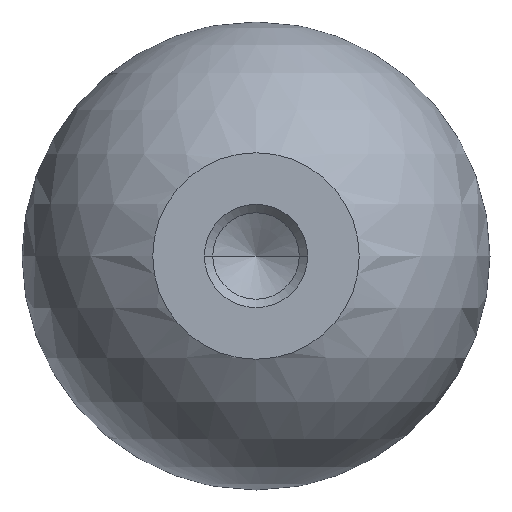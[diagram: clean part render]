
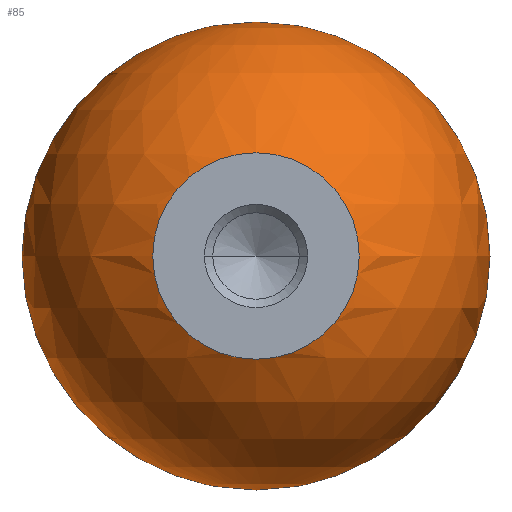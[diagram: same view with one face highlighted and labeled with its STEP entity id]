
A CAD part, front view. The second image highlights one B-rep face of the part: STEP entity #85.
In plain terms, the highlighted spherical face has radius 22.663 mm.
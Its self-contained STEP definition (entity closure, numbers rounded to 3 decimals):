
#85 = ADVANCED_FACE( '', ( #108, #109 ), #110, .T. );
#108 = FACE_OUTER_BOUND( '', #132, .T. );
#109 = FACE_OUTER_BOUND( '', #133, .T. );
#110 = SPHERICAL_SURFACE( '', #134, 22.663 );
#132 = EDGE_LOOP( '', ( #201, #202 ) );
#133 = EDGE_LOOP( '', ( #203, #204 ) );
#134 = AXIS2_PLACEMENT_3D( '', #205, #206, #207 );
#201 = ORIENTED_EDGE( '', *, *, #208, .T. );
#202 = ORIENTED_EDGE( '', *, *, #209, .T. );
#203 = ORIENTED_EDGE( '', *, *, #226, .T. );
#204 = ORIENTED_EDGE( '', *, *, #227, .T. );
#205 = CARTESIAN_POINT( '', ( 0., 20.337, 0. ) );
#206 = DIRECTION( '', ( 0., 0., 1. ) );
#207 = DIRECTION( '', ( 1., 0., 0. ) );
#208 = EDGE_CURVE( '', #228, #229, #230, .T. );
#209 = EDGE_CURVE( '', #229, #228, #231, .T. );
#226 = EDGE_CURVE( '', #257, #258, #259, .T. );
#227 = EDGE_CURVE( '', #258, #257, #260, .T. );
#228 = VERTEX_POINT( '', #261 );
#229 = VERTEX_POINT( '', #262 );
#230 = CIRCLE( '', #263, 22.663 );
#231 = CIRCLE( '', #264, 22.663 );
#257 = VERTEX_POINT( '', #298 );
#258 = VERTEX_POINT( '', #299 );
#259 = CIRCLE( '', #300, 10. );
#260 = CIRCLE( '', #301, 10. );
#261 = CARTESIAN_POINT( '', ( 0., 20.337, -22.663 ) );
#262 = CARTESIAN_POINT( '', ( 0., 20.337, 22.663 ) );
#263 = AXIS2_PLACEMENT_3D( '', #302, #303, #304 );
#264 = AXIS2_PLACEMENT_3D( '', #305, #306, #307 );
#298 = CARTESIAN_POINT( '', ( 10., 0., 0. ) );
#299 = CARTESIAN_POINT( '', ( -10., 0., 0. ) );
#300 = AXIS2_PLACEMENT_3D( '', #340, #341, #342 );
#301 = AXIS2_PLACEMENT_3D( '', #343, #344, #345 );
#302 = CARTESIAN_POINT( '', ( 0., 20.337, 0. ) );
#303 = DIRECTION( '', ( 0., -1., 0. ) );
#304 = DIRECTION( '', ( 0., 0., 1. ) );
#305 = CARTESIAN_POINT( '', ( 0., 20.337, 0. ) );
#306 = DIRECTION( '', ( 0., -1., 0. ) );
#307 = DIRECTION( '', ( 0., 0., 1. ) );
#340 = CARTESIAN_POINT( '', ( 0., 0., 0. ) );
#341 = DIRECTION( '', ( 0., 1., 0. ) );
#342 = DIRECTION( '', ( 1., 0., 0. ) );
#343 = CARTESIAN_POINT( '', ( 0., 0., 0. ) );
#344 = DIRECTION( '', ( 0., 1., 0. ) );
#345 = DIRECTION( '', ( 1., 0., 0. ) );
